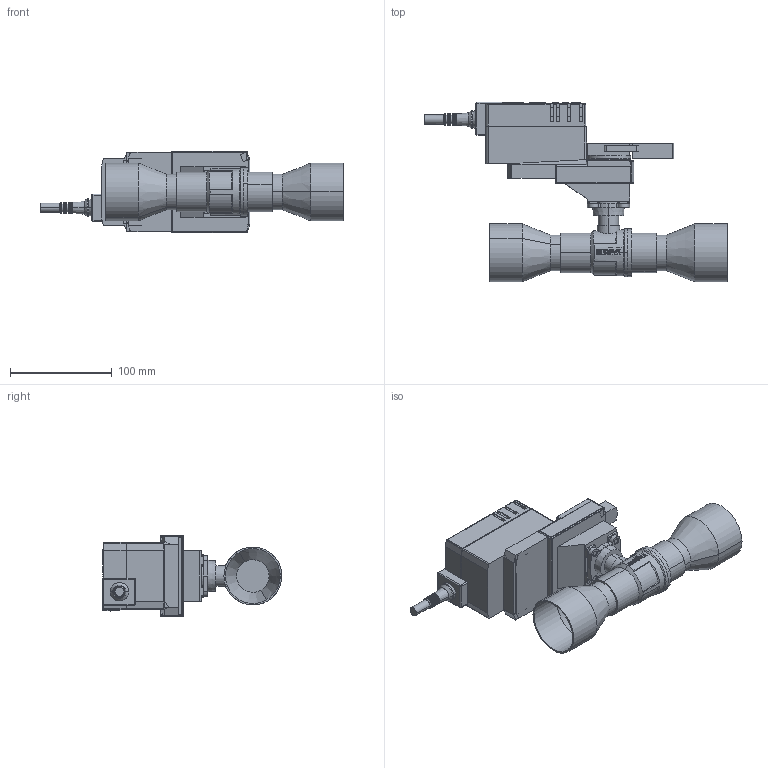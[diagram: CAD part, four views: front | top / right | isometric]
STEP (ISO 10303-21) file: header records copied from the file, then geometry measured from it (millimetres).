
FILE_DESCRIPTION (( 'STEP AP214' ), '1' );
FILE_NAME ('BEA43D54D54NAL.STEP', '2024-01-23T12:55:43', ( '' ), ( '' ), 'SwSTEP 2.0', 'SolidWorks 2024', '' );
FILE_SCHEMA (( 'AUTOMOTIVE_DESIGN' ));
Length unit declared in the file: millimetre
Products named in the file (3): BEA43D54D54NAL; 0100254350540541; LRQ24A-SZ_3D
Assembly tree (2 placements, depth 2):
  BEA43D54D54NAL
    0100254350540541
    LRQ24A-SZ_3D
Bounding box: 298.08 x 176.85 x 80 mm (x, y, z)
Volume: 190014.7 mm3; surface area: 203526 mm2
Topology: 1 solids, 37 shells, 1233 faces, 3343 edges, 2157 vertices
Faces by surface type: plane 863, cylinder 255, bspline 73, cone 42
Entity records: 56430 total; most frequent: CARTESIAN_POINT 15127, ORIENTED_EDGE 6514, DIRECTION 5193, EDGE_CURVE 3271, VECTOR 2159, LINE 2159, VERTEX_POINT 2148, AXIS2_PLACEMENT_3D 1517
